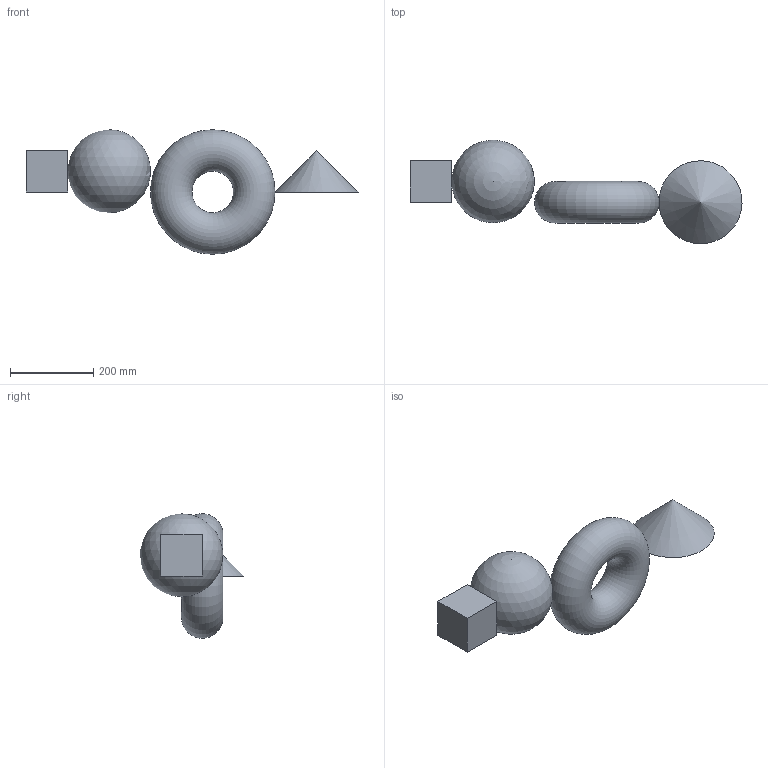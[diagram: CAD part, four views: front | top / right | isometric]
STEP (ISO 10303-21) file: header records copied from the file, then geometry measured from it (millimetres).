
FILE_DESCRIPTION(('Testrally4:', 'presentation', 'example pr1' , 'solid primitives'), '1');
FILE_NAME('pr1sy.stp', '1996-10-08 T16:14:25 MESZ', ('Kockelke, Schwegler, Haase, Marianek' , 'Tel.: 07031/90-9610'), ('Mercedes-Benz', 'EP/AGC', 'Tilsiter Str.1', 'D-71059 Sindelfingen'), 'inclink_b02.179 7.10.96 09:43', 'SYRKOV09', 'none');
FILE_SCHEMA(('AUTOMOTIVE_DESIGN_CC2 { 1 2 10303 214 -1 1 5 2 }'));
Length unit declared in the file: millimetre
Products named in the file (1): GIS: sachnummer
Bounding box: 799.97 x 249.24 x 300 mm (x, y, z)
Volume: 11170999.4 mm3; surface area: 458905 mm2
Topology: 4 solids, 4 shells, 11 faces, 21 edges, 14 vertices
Faces by surface type: plane 8, sphere 1, torus 1, cone 1
Entity records: 293 total; most frequent: DIRECTION 38, CARTESIAN_POINT 37, ORIENTED_EDGE 28, SURFACE_CURVE 14, EDGE_CURVE 14, AXIS2_PLACEMENT_3D 13, VERTEX_POINT 12, VECTOR 12
